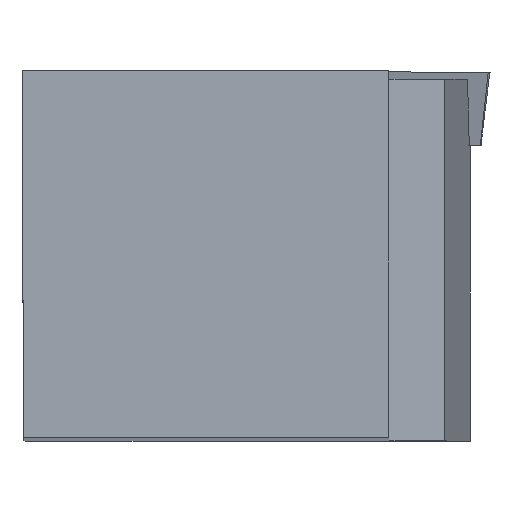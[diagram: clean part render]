
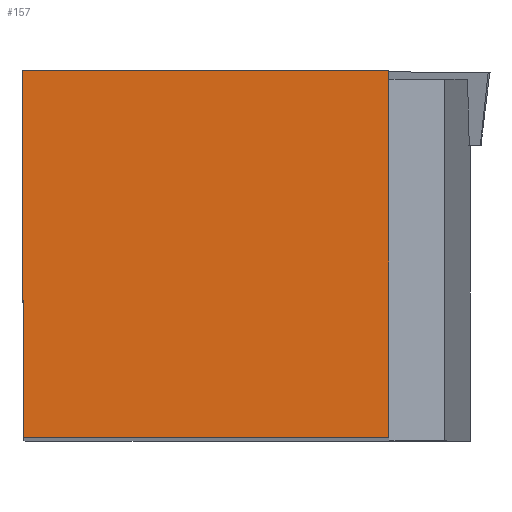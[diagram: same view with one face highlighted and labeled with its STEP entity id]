
A CAD part, top view. The second image highlights one B-rep face of the part: STEP entity #157.
In plain terms, the highlighted planar face has unit normal (0, 0, 1).
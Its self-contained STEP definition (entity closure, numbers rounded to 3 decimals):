
#126=FACE_OUTER_BOUND('',#355,.T.);
#157=ADVANCED_FACE('BLANK_BOXF006',(#126),#182,.F.);
#182=PLANE('',#777);
#203=LINE('',#1062,#259);
#219=LINE('',#1102,#275);
#228=LINE('',#1123,#284);
#232=LINE('',#1130,#288);
#259=VECTOR('',#865,1.);
#275=VECTOR('',#885,1.);
#284=VECTOR('',#902,1.);
#288=VECTOR('',#908,1.);
#355=EDGE_LOOP('',(#487,#488,#489,#490));
#487=ORIENTED_EDGE('',*,*,#632,.T.);
#488=ORIENTED_EDGE('',*,*,#628,.T.);
#489=ORIENTED_EDGE('',*,*,#600,.T.);
#490=ORIENTED_EDGE('',*,*,#617,.T.);
#540=VERTEX_POINT('',#1061);
#541=VERTEX_POINT('',#1063);
#555=VERTEX_POINT('',#1101);
#564=VERTEX_POINT('',#1124);
#600=EDGE_CURVE('',#541,#540,#203,.T.);
#617=EDGE_CURVE('',#540,#555,#219,.T.);
#628=EDGE_CURVE('',#564,#541,#228,.T.);
#632=EDGE_CURVE('',#555,#564,#232,.T.);
#777=AXIS2_PLACEMENT_3D('',#1158,#941,#942);
#865=DIRECTION('',(0.004,-1.,0.));
#885=DIRECTION('',(1.,0.,0.));
#902=DIRECTION('',(-1.,0.,0.));
#908=DIRECTION('',(0.,1.,0.));
#941=DIRECTION('',(0.,0.,-1.));
#942=DIRECTION('',(1.,0.,0.));
#1061=CARTESIAN_POINT('',(0.087,0.,0.));
#1062=CARTESIAN_POINT('',(-0.534,142.349,0.));
#1063=CARTESIAN_POINT('',(0.,19.875,0.));
#1101=CARTESIAN_POINT('',(19.875,0.,0.));
#1102=CARTESIAN_POINT('',(-142.35,0.,0.));
#1123=CARTESIAN_POINT('',(142.35,19.875,0.));
#1124=CARTESIAN_POINT('',(19.875,19.875,0.));
#1130=CARTESIAN_POINT('',(19.875,-142.35,0.));
#1158=CARTESIAN_POINT('',(41.35,-5.,0.));
